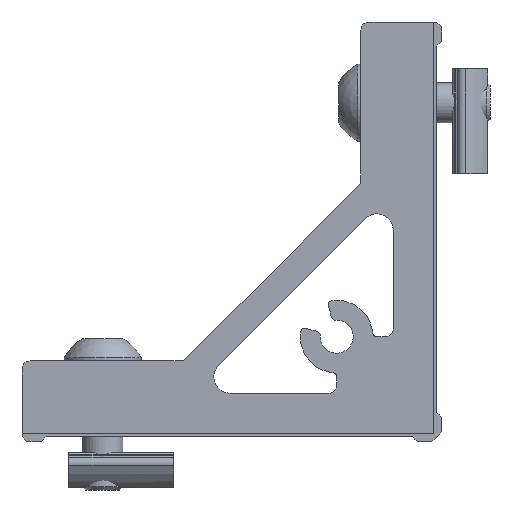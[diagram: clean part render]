
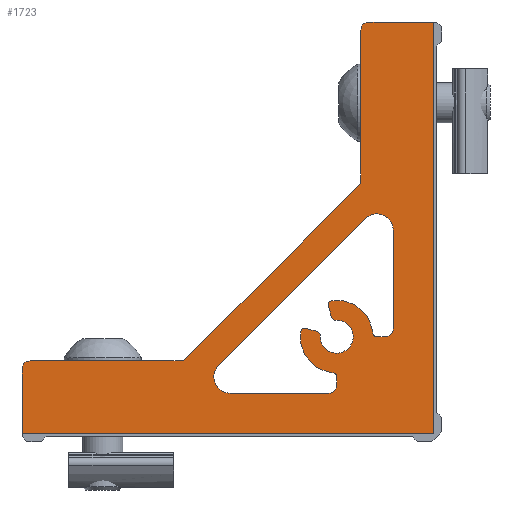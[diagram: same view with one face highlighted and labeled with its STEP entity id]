
A CAD part, left-side view. The second image highlights one B-rep face of the part: STEP entity #1723.
In plain terms, the highlighted planar face has unit normal (-1, 0, 0).
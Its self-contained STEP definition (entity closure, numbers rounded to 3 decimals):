
#79=FACE_BOUND('',#324,.T.);
#85=CIRCLE('',#1827,1.);
#87=CIRCLE('',#1834,1.);
#90=CIRCLE('',#1839,1.);
#92=CIRCLE('',#1843,1.);
#94=CIRCLE('',#1847,2.);
#96=CIRCLE('',#1851,1.);
#98=CIRCLE('',#1855,0.5);
#100=CIRCLE('',#1858,4.5);
#102=CIRCLE('',#1861,0.5);
#104=CIRCLE('',#1865,0.5);
#106=CIRCLE('',#1868,2.05);
#108=CIRCLE('',#1871,0.5);
#110=CIRCLE('',#1875,0.5);
#112=CIRCLE('',#1878,4.5);
#114=CIRCLE('',#1881,0.5);
#116=CIRCLE('',#1885,1.);
#118=CIRCLE('',#1889,2.);
#224=FACE_OUTER_BOUND('',#323,.T.);
#323=EDGE_LOOP('',(#1301,#1302,#1303,#1304,#1305,#1306,#1307,#1308,#1309,
#1310,#1311));
#324=EDGE_LOOP('',(#1312,#1313,#1314,#1315,#1316,#1317,#1318,#1319,#1320,
#1321,#1322,#1323,#1324,#1325,#1326,#1327,#1328,#1329,#1330,#1331));
#393=LINE('',#2530,#552);
#396=LINE('',#2536,#555);
#400=LINE('',#2548,#559);
#412=LINE('',#2572,#571);
#419=LINE('',#2589,#578);
#423=LINE('',#2603,#582);
#427=LINE('',#2616,#586);
#432=LINE('',#2630,#591);
#436=LINE('',#2642,#595);
#442=LINE('',#2666,#601);
#448=LINE('',#2690,#607);
#454=LINE('',#2714,#613);
#458=LINE('',#2726,#617);
#461=LINE('',#2734,#620);
#552=VECTOR('',#2010,1000.);
#555=VECTOR('',#2015,1000.);
#559=VECTOR('',#2027,1000.);
#571=VECTOR('',#2045,1000.);
#578=VECTOR('',#2060,1000.);
#582=VECTOR('',#2074,1000.);
#586=VECTOR('',#2086,1000.);
#591=VECTOR('',#2099,1000.);
#595=VECTOR('',#2111,1000.);
#601=VECTOR('',#2137,1000.);
#607=VECTOR('',#2163,1000.);
#613=VECTOR('',#2189,1000.);
#617=VECTOR('',#2201,1000.);
#620=VECTOR('',#2212,1000.);
#711=VERTEX_POINT('',#2527);
#712=VERTEX_POINT('',#2529);
#714=VERTEX_POINT('',#2535);
#715=VERTEX_POINT('',#2539);
#716=VERTEX_POINT('',#2540);
#727=VERTEX_POINT('',#2571);
#731=VERTEX_POINT('',#2582);
#733=VERTEX_POINT('',#2588);
#736=VERTEX_POINT('',#2596);
#738=VERTEX_POINT('',#2602);
#740=VERTEX_POINT('',#2608);
#742=VERTEX_POINT('',#2614);
#743=VERTEX_POINT('',#2615);
#746=VERTEX_POINT('',#2623);
#748=VERTEX_POINT('',#2629);
#750=VERTEX_POINT('',#2635);
#752=VERTEX_POINT('',#2641);
#754=VERTEX_POINT('',#2647);
#756=VERTEX_POINT('',#2653);
#758=VERTEX_POINT('',#2659);
#760=VERTEX_POINT('',#2665);
#762=VERTEX_POINT('',#2671);
#764=VERTEX_POINT('',#2677);
#766=VERTEX_POINT('',#2683);
#768=VERTEX_POINT('',#2689);
#770=VERTEX_POINT('',#2695);
#772=VERTEX_POINT('',#2701);
#774=VERTEX_POINT('',#2707);
#776=VERTEX_POINT('',#2713);
#778=VERTEX_POINT('',#2719);
#780=VERTEX_POINT('',#2725);
#876=EDGE_CURVE('',#711,#712,#393,.T.);
#879=EDGE_CURVE('',#712,#714,#396,.T.);
#881=EDGE_CURVE('',#715,#716,#85,.T.);
#885=EDGE_CURVE('',#716,#711,#400,.T.);
#897=EDGE_CURVE('',#714,#727,#412,.T.);
#903=EDGE_CURVE('',#727,#731,#87,.T.);
#906=EDGE_CURVE('',#731,#733,#419,.T.);
#910=EDGE_CURVE('',#736,#733,#90,.T.);
#913=EDGE_CURVE('',#736,#738,#423,.T.);
#916=EDGE_CURVE('',#740,#738,#92,.T.);
#919=EDGE_CURVE('',#742,#743,#427,.T.);
#923=EDGE_CURVE('',#746,#742,#94,.T.);
#926=EDGE_CURVE('',#748,#746,#432,.T.);
#929=EDGE_CURVE('',#750,#748,#96,.T.);
#932=EDGE_CURVE('',#752,#750,#436,.T.);
#935=EDGE_CURVE('',#754,#752,#98,.T.);
#938=EDGE_CURVE('',#754,#756,#100,.T.);
#941=EDGE_CURVE('',#756,#758,#102,.T.);
#944=EDGE_CURVE('',#760,#758,#442,.T.);
#947=EDGE_CURVE('',#760,#762,#104,.T.);
#950=EDGE_CURVE('',#764,#762,#106,.T.);
#953=EDGE_CURVE('',#764,#766,#108,.T.);
#956=EDGE_CURVE('',#768,#766,#448,.T.);
#959=EDGE_CURVE('',#768,#770,#110,.T.);
#962=EDGE_CURVE('',#770,#772,#112,.T.);
#965=EDGE_CURVE('',#774,#772,#114,.T.);
#968=EDGE_CURVE('',#776,#774,#454,.T.);
#971=EDGE_CURVE('',#778,#776,#116,.T.);
#974=EDGE_CURVE('',#780,#778,#458,.T.);
#977=EDGE_CURVE('',#743,#780,#118,.T.);
#979=EDGE_CURVE('',#740,#715,#461,.T.);
#1301=ORIENTED_EDGE('',*,*,#881,.F.);
#1302=ORIENTED_EDGE('',*,*,#979,.F.);
#1303=ORIENTED_EDGE('',*,*,#916,.T.);
#1304=ORIENTED_EDGE('',*,*,#913,.F.);
#1305=ORIENTED_EDGE('',*,*,#910,.T.);
#1306=ORIENTED_EDGE('',*,*,#906,.F.);
#1307=ORIENTED_EDGE('',*,*,#903,.F.);
#1308=ORIENTED_EDGE('',*,*,#897,.F.);
#1309=ORIENTED_EDGE('',*,*,#879,.F.);
#1310=ORIENTED_EDGE('',*,*,#876,.F.);
#1311=ORIENTED_EDGE('',*,*,#885,.F.);
#1312=ORIENTED_EDGE('',*,*,#919,.T.);
#1313=ORIENTED_EDGE('',*,*,#977,.T.);
#1314=ORIENTED_EDGE('',*,*,#974,.T.);
#1315=ORIENTED_EDGE('',*,*,#971,.T.);
#1316=ORIENTED_EDGE('',*,*,#968,.T.);
#1317=ORIENTED_EDGE('',*,*,#965,.T.);
#1318=ORIENTED_EDGE('',*,*,#962,.F.);
#1319=ORIENTED_EDGE('',*,*,#959,.F.);
#1320=ORIENTED_EDGE('',*,*,#956,.T.);
#1321=ORIENTED_EDGE('',*,*,#953,.F.);
#1322=ORIENTED_EDGE('',*,*,#950,.T.);
#1323=ORIENTED_EDGE('',*,*,#947,.F.);
#1324=ORIENTED_EDGE('',*,*,#944,.T.);
#1325=ORIENTED_EDGE('',*,*,#941,.F.);
#1326=ORIENTED_EDGE('',*,*,#938,.F.);
#1327=ORIENTED_EDGE('',*,*,#935,.T.);
#1328=ORIENTED_EDGE('',*,*,#932,.T.);
#1329=ORIENTED_EDGE('',*,*,#929,.T.);
#1330=ORIENTED_EDGE('',*,*,#926,.T.);
#1331=ORIENTED_EDGE('',*,*,#923,.T.);
#1653=PLANE('',#1894);
#1723=ADVANCED_FACE('',(#224,#79),#1653,.F.);
#1827=AXIS2_PLACEMENT_3D('',#2541,#2019,#2020);
#1834=AXIS2_PLACEMENT_3D('',#2583,#2053,#2054);
#1839=AXIS2_PLACEMENT_3D('',#2597,#2067,#2068);
#1843=AXIS2_PLACEMENT_3D('',#2609,#2079,#2080);
#1847=AXIS2_PLACEMENT_3D('',#2624,#2092,#2093);
#1851=AXIS2_PLACEMENT_3D('',#2636,#2104,#2105);
#1855=AXIS2_PLACEMENT_3D('',#2648,#2116,#2117);
#1858=AXIS2_PLACEMENT_3D('',#2654,#2123,#2124);
#1861=AXIS2_PLACEMENT_3D('',#2660,#2130,#2131);
#1865=AXIS2_PLACEMENT_3D('',#2672,#2142,#2143);
#1868=AXIS2_PLACEMENT_3D('',#2678,#2149,#2150);
#1871=AXIS2_PLACEMENT_3D('',#2684,#2156,#2157);
#1875=AXIS2_PLACEMENT_3D('',#2696,#2168,#2169);
#1878=AXIS2_PLACEMENT_3D('',#2702,#2175,#2176);
#1881=AXIS2_PLACEMENT_3D('',#2708,#2182,#2183);
#1885=AXIS2_PLACEMENT_3D('',#2720,#2194,#2195);
#1889=AXIS2_PLACEMENT_3D('',#2731,#2206,#2207);
#1894=AXIS2_PLACEMENT_3D('',#2739,#2218,#2219);
#2010=DIRECTION('',(0.,0.,-1.));
#2015=DIRECTION('',(0.,1.,0.));
#2019=DIRECTION('center_axis',(1.,0.,0.));
#2020=DIRECTION('ref_axis',(0.,0.,-1.));
#2027=DIRECTION('',(0.,-1.,0.));
#2045=DIRECTION('',(0.,0.,1.));
#2053=DIRECTION('center_axis',(1.,0.,0.));
#2054=DIRECTION('ref_axis',(0.,0.,-1.));
#2060=DIRECTION('',(0.,-1.,0.));
#2067=DIRECTION('center_axis',(1.,0.,0.));
#2068=DIRECTION('ref_axis',(0.,0.,-1.));
#2074=DIRECTION('',(0.,-0.707,0.707));
#2079=DIRECTION('center_axis',(1.,0.,0.));
#2080=DIRECTION('ref_axis',(0.,0.,-1.));
#2086=DIRECTION('',(0.,-0.707,0.707));
#2092=DIRECTION('center_axis',(1.,0.,0.));
#2093=DIRECTION('ref_axis',(0.,0.,-1.));
#2099=DIRECTION('',(0.,1.,0.));
#2104=DIRECTION('center_axis',(1.,0.,0.));
#2105=DIRECTION('ref_axis',(0.,0.,-1.));
#2111=DIRECTION('',(0.,0.,-1.));
#2116=DIRECTION('center_axis',(1.,0.,0.));
#2117=DIRECTION('ref_axis',(0.,0.,-1.));
#2123=DIRECTION('center_axis',(1.,0.,0.));
#2124=DIRECTION('ref_axis',(0.,0.,-1.));
#2130=DIRECTION('center_axis',(1.,0.,0.));
#2131=DIRECTION('ref_axis',(0.,0.,-1.));
#2137=DIRECTION('',(0.,0.966,0.259));
#2142=DIRECTION('center_axis',(1.,0.,0.));
#2143=DIRECTION('ref_axis',(0.,0.,-1.));
#2149=DIRECTION('center_axis',(1.,0.,0.));
#2150=DIRECTION('ref_axis',(0.,0.,-1.));
#2156=DIRECTION('center_axis',(1.,0.,0.));
#2157=DIRECTION('ref_axis',(0.,0.,-1.));
#2163=DIRECTION('',(0.,-0.259,-0.966));
#2168=DIRECTION('center_axis',(1.,0.,0.));
#2169=DIRECTION('ref_axis',(0.,0.,-1.));
#2175=DIRECTION('center_axis',(1.,0.,0.));
#2176=DIRECTION('ref_axis',(0.,0.,-1.));
#2182=DIRECTION('center_axis',(1.,0.,0.));
#2183=DIRECTION('ref_axis',(0.,0.,-1.));
#2189=DIRECTION('',(0.,1.,0.));
#2194=DIRECTION('center_axis',(1.,0.,0.));
#2195=DIRECTION('ref_axis',(0.,0.,-1.));
#2201=DIRECTION('',(0.,0.,-1.));
#2206=DIRECTION('center_axis',(1.,0.,0.));
#2207=DIRECTION('ref_axis',(0.,0.,-1.));
#2212=DIRECTION('',(0.,0.,1.));
#2218=DIRECTION('center_axis',(1.,0.,0.));
#2219=DIRECTION('ref_axis',(0.,0.,-1.));
#2527=CARTESIAN_POINT('',(-7.,0.,51.));
#2529=CARTESIAN_POINT('',(-7.,0.,0.));
#2530=CARTESIAN_POINT('',(-7.,0.,51.));
#2535=CARTESIAN_POINT('',(-7.,51.,0.));
#2536=CARTESIAN_POINT('',(-7.,0.,0.));
#2539=CARTESIAN_POINT('',(-7.,9.,50.));
#2540=CARTESIAN_POINT('',(-7.,8.,51.));
#2541=CARTESIAN_POINT('Origin',(-7.,8.,50.));
#2548=CARTESIAN_POINT('',(-7.,8.,51.));
#2571=CARTESIAN_POINT('',(-7.,51.,8.));
#2572=CARTESIAN_POINT('',(-7.,51.,0.));
#2582=CARTESIAN_POINT('',(-7.,50.,9.));
#2583=CARTESIAN_POINT('Origin',(-7.,50.,8.));
#2588=CARTESIAN_POINT('',(-7.,31.414,9.));
#2589=CARTESIAN_POINT('',(-7.,50.,9.));
#2596=CARTESIAN_POINT('',(-7.,30.707,9.293));
#2597=CARTESIAN_POINT('Origin',(-7.,31.414,10.));
#2602=CARTESIAN_POINT('',(-7.,9.293,30.707));
#2603=CARTESIAN_POINT('',(-7.,30.707,9.293));
#2608=CARTESIAN_POINT('',(-7.,9.,31.414));
#2609=CARTESIAN_POINT('Origin',(-7.,10.,31.414));
#2614=CARTESIAN_POINT('',(-7.,26.636,8.414));
#2615=CARTESIAN_POINT('',(-7.,8.414,26.636));
#2616=CARTESIAN_POINT('',(-7.,26.636,8.414));
#2623=CARTESIAN_POINT('',(-7.,25.222,5.));
#2624=CARTESIAN_POINT('Origin',(-7.,25.222,7.));
#2629=CARTESIAN_POINT('',(-7.,13.,5.));
#2630=CARTESIAN_POINT('',(-7.,13.,5.));
#2635=CARTESIAN_POINT('',(-7.,12.,6.));
#2636=CARTESIAN_POINT('Origin',(-7.,13.,6.));
#2641=CARTESIAN_POINT('',(-7.,12.,7.025));
#2642=CARTESIAN_POINT('',(-7.,12.,7.025));
#2647=CARTESIAN_POINT('',(-7.,12.45,7.523));
#2648=CARTESIAN_POINT('Origin',(-7.,12.5,7.025));
#2653=CARTESIAN_POINT('',(-7.,16.458,12.612));
#2654=CARTESIAN_POINT('Origin',(-7.,12.,12.));
#2659=CARTESIAN_POINT('',(-7.,15.833,13.027));
#2660=CARTESIAN_POINT('Origin',(-7.,15.963,12.544));
#2665=CARTESIAN_POINT('',(-7.,14.415,12.647));
#2666=CARTESIAN_POINT('',(-7.,14.415,12.647));
#2671=CARTESIAN_POINT('',(-7.,14.046,12.132));
#2672=CARTESIAN_POINT('Origin',(-7.,14.545,12.164));
#2677=CARTESIAN_POINT('',(-7.,12.132,14.046));
#2678=CARTESIAN_POINT('Origin',(-7.,12.,12.));
#2683=CARTESIAN_POINT('',(-7.,12.647,14.415));
#2684=CARTESIAN_POINT('Origin',(-7.,12.164,14.545));
#2689=CARTESIAN_POINT('',(-7.,13.027,15.833));
#2690=CARTESIAN_POINT('',(-7.,13.027,15.833));
#2695=CARTESIAN_POINT('',(-7.,12.612,16.458));
#2696=CARTESIAN_POINT('Origin',(-7.,12.544,15.963));
#2701=CARTESIAN_POINT('',(-7.,7.523,12.45));
#2702=CARTESIAN_POINT('Origin',(-7.,12.,12.));
#2707=CARTESIAN_POINT('',(-7.,7.025,12.));
#2708=CARTESIAN_POINT('Origin',(-7.,7.025,12.5));
#2713=CARTESIAN_POINT('',(-7.,6.,12.));
#2714=CARTESIAN_POINT('',(-7.,6.,12.));
#2719=CARTESIAN_POINT('',(-7.,5.,13.));
#2720=CARTESIAN_POINT('Origin',(-7.,6.,13.));
#2725=CARTESIAN_POINT('',(-7.,5.,25.222));
#2726=CARTESIAN_POINT('',(-7.,5.,25.222));
#2731=CARTESIAN_POINT('Origin',(-7.,7.,25.222));
#2734=CARTESIAN_POINT('',(-7.,9.,31.414));
#2739=CARTESIAN_POINT('Origin',(-7.,8.,50.));
